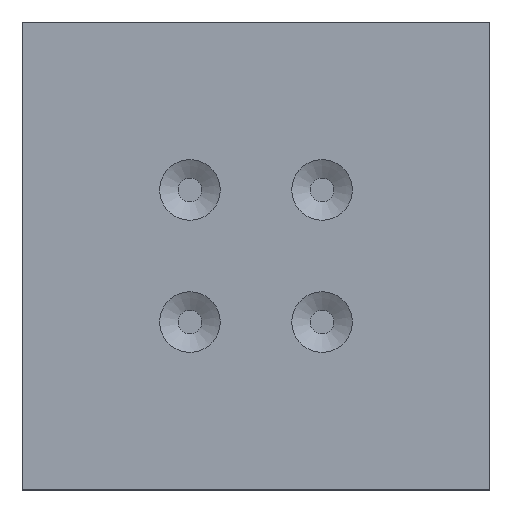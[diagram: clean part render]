
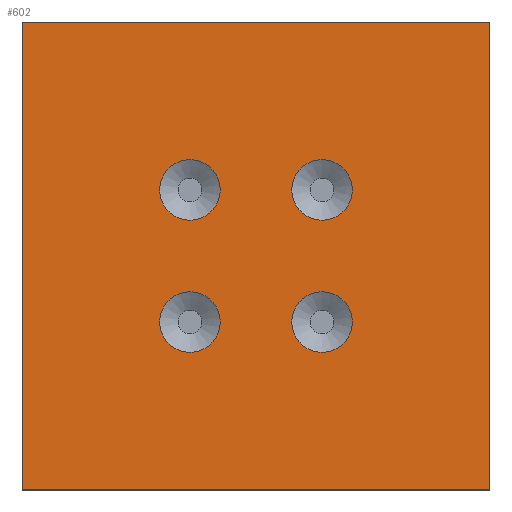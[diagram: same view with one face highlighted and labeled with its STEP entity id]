
A CAD part, top view. The second image highlights one B-rep face of the part: STEP entity #602.
In plain terms, the highlighted planar face has unit normal (0, 0, 1).
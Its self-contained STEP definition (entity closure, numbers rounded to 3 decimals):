
#36=CIRCLE('',#657,5.5);
#37=CIRCLE('',#658,5.5);
#38=CIRCLE('',#659,5.5);
#39=CIRCLE('',#660,5.5);
#98=ORIENTED_EDGE('',*,*,#248,.T.);
#99=ORIENTED_EDGE('',*,*,#249,.T.);
#100=ORIENTED_EDGE('',*,*,#250,.T.);
#101=ORIENTED_EDGE('',*,*,#251,.T.);
#102=ORIENTED_EDGE('',*,*,#240,.T.);
#103=ORIENTED_EDGE('',*,*,#243,.T.);
#104=ORIENTED_EDGE('',*,*,#245,.T.);
#105=ORIENTED_EDGE('',*,*,#247,.T.);
#240=EDGE_CURVE('',#318,#319,#374,.T.);
#243=EDGE_CURVE('',#319,#320,#377,.T.);
#245=EDGE_CURVE('',#320,#321,#379,.T.);
#247=EDGE_CURVE('',#321,#318,#381,.T.);
#248=EDGE_CURVE('',#322,#322,#36,.T.);
#249=EDGE_CURVE('',#323,#323,#37,.T.);
#250=EDGE_CURVE('',#324,#324,#38,.T.);
#251=EDGE_CURVE('',#325,#325,#39,.T.);
#318=VERTEX_POINT('',#942);
#319=VERTEX_POINT('',#943);
#320=VERTEX_POINT('',#948);
#321=VERTEX_POINT('',#952);
#322=VERTEX_POINT('',#958);
#323=VERTEX_POINT('',#960);
#324=VERTEX_POINT('',#962);
#325=VERTEX_POINT('',#964);
#374=LINE('',#941,#430);
#377=LINE('',#947,#433);
#379=LINE('',#951,#435);
#381=LINE('',#955,#437);
#430=VECTOR('',#744,1000.);
#433=VECTOR('',#749,1000.);
#435=VECTOR('',#753,1000.);
#437=VECTOR('',#757,1000.);
#474=EDGE_LOOP('',(#98));
#475=EDGE_LOOP('',(#99));
#476=EDGE_LOOP('',(#100));
#477=EDGE_LOOP('',(#101));
#478=EDGE_LOOP('',(#102,#103,#104,#105));
#526=FACE_BOUND('',#474,.T.);
#527=FACE_BOUND('',#475,.T.);
#528=FACE_BOUND('',#476,.T.);
#529=FACE_BOUND('',#477,.T.);
#530=FACE_BOUND('',#478,.T.);
#577=PLANE('',#656);
#602=ADVANCED_FACE('',(#526,#527,#528,#529,#530),#577,.T.);
#656=AXIS2_PLACEMENT_3D('',#956,#758,#759);
#657=AXIS2_PLACEMENT_3D('',#957,#760,#761);
#658=AXIS2_PLACEMENT_3D('',#959,#762,#763);
#659=AXIS2_PLACEMENT_3D('',#961,#764,#765);
#660=AXIS2_PLACEMENT_3D('',#963,#766,#767);
#744=DIRECTION('',(0.,-1.,0.));
#749=DIRECTION('',(1.,0.,0.));
#753=DIRECTION('',(0.,1.,0.));
#757=DIRECTION('',(-1.,0.,0.));
#758=DIRECTION('',(0.,0.,1.));
#759=DIRECTION('',(1.,0.,0.));
#760=DIRECTION('',(0.,0.,-1.));
#761=DIRECTION('',(0.,1.,0.));
#762=DIRECTION('',(0.,0.,-1.));
#763=DIRECTION('',(0.,1.,0.));
#764=DIRECTION('',(0.,0.,-1.));
#765=DIRECTION('',(0.,1.,0.));
#766=DIRECTION('',(0.,0.,-1.));
#767=DIRECTION('',(0.,1.,0.));
#941=CARTESIAN_POINT('',(-42.5,42.5,0.));
#942=CARTESIAN_POINT('',(-42.5,42.5,0.));
#943=CARTESIAN_POINT('',(-42.5,-42.5,0.));
#947=CARTESIAN_POINT('',(-42.5,-42.5,0.));
#948=CARTESIAN_POINT('',(42.5,-42.5,0.));
#951=CARTESIAN_POINT('',(42.5,-42.5,0.));
#952=CARTESIAN_POINT('',(42.5,42.5,0.));
#955=CARTESIAN_POINT('',(42.5,42.5,0.));
#956=CARTESIAN_POINT('',(0.,0.,0.));
#957=CARTESIAN_POINT('',(12.,-12.,0.));
#958=CARTESIAN_POINT('',(12.,-6.5,0.));
#959=CARTESIAN_POINT('',(12.,12.,0.));
#960=CARTESIAN_POINT('',(12.,17.5,0.));
#961=CARTESIAN_POINT('',(-12.,12.,0.));
#962=CARTESIAN_POINT('',(-12.,17.5,0.));
#963=CARTESIAN_POINT('',(-12.,-12.,0.));
#964=CARTESIAN_POINT('',(-12.,-6.5,0.));
